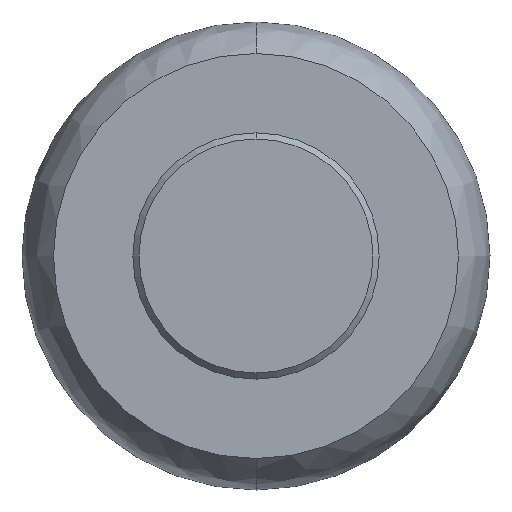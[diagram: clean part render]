
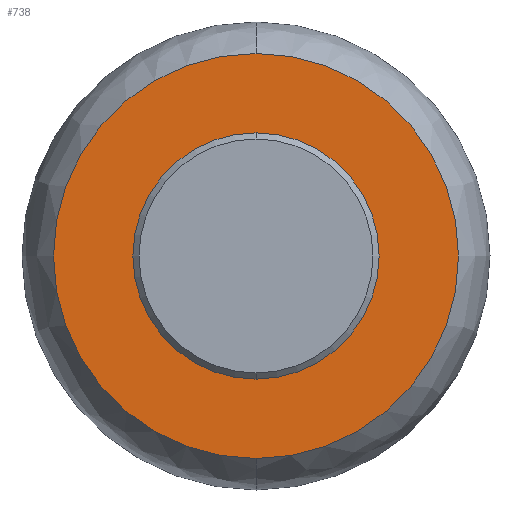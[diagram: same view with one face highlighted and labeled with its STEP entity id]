
A CAD part, front view. The second image highlights one B-rep face of the part: STEP entity #738.
In plain terms, the highlighted planar face has unit normal (0, -1, 0).
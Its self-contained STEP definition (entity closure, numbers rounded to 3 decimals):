
#25 = CARTESIAN_POINT ( 'NONE',  ( 0., -3.5, -9.866 ) ) ;
#26 = CARTESIAN_POINT ( 'NONE',  ( 0., -3.5, 0. ) ) ;
#27 = CARTESIAN_POINT ( 'NONE',  ( 0., -3.5, 0. ) ) ;
#28 = DIRECTION ( 'NONE',  ( 0., 1., 0. ) ) ;
#29 = DIRECTION ( 'NONE',  ( 0., 0., 1. ) ) ;
#31 = DIRECTION ( 'NONE',  ( 0., 1., 0. ) ) ;
#32 = DIRECTION ( 'NONE',  ( 0., 0., 1. ) ) ;
#132 = AXIS2_PLACEMENT_3D ( 'NONE', #27, #28, #29 ) ;
#135 = AXIS2_PLACEMENT_3D ( 'NONE', #26, #31, #32 ) ;
#225 = EDGE_CURVE ( 'NONE', #823, #822, #1184, .T. ) ;
#228 = EDGE_CURVE ( 'NONE', #819, #2075, #1187, .T. ) ;
#301 = AXIS2_PLACEMENT_3D ( 'NONE', #1456, #1467, #1468 ) ;
#303 = AXIS2_PLACEMENT_3D ( 'NONE', #1475, #1476, #1477 ) ;
#348 = AXIS2_PLACEMENT_3D ( 'NONE', #1709, #1711, #1712 ) ;
#551 = ORIENTED_EDGE ( 'NONE', *, *, #228, .F. ) ;
#552 = ORIENTED_EDGE ( 'NONE', *, *, #2110, .F. ) ;
#553 = ORIENTED_EDGE ( 'NONE', *, *, #1059, .T. ) ;
#554 = ORIENTED_EDGE ( 'NONE', *, *, #225, .T. ) ;
#658 = EDGE_LOOP ( 'NONE', ( #553, #554 ) ) ;
#664 = EDGE_LOOP ( 'NONE', ( #551, #552 ) ) ;
#738 = ADVANCED_FACE ( 'NONE', ( #1251, #1260 ), #1710, .T. ) ;
#819 = VERTEX_POINT ( 'NONE', #2213 ) ;
#822 = VERTEX_POINT ( 'NONE', #2220 ) ;
#823 = VERTEX_POINT ( 'NONE', #2226 ) ;
#1059 = EDGE_CURVE ( 'NONE', #822, #823, #1386, .T. ) ;
#1184 = CIRCLE ( 'NONE', #301, 6. ) ;
#1187 = CIRCLE ( 'NONE', #303, 9.866 ) ;
#1251 = FACE_OUTER_BOUND ( 'NONE', #664, .T. ) ;
#1260 = FACE_BOUND ( 'NONE', #658, .T. ) ;
#1386 = CIRCLE ( 'NONE', #132, 6. ) ;
#1388 = CIRCLE ( 'NONE', #135, 9.866 ) ;
#1456 = CARTESIAN_POINT ( 'NONE',  ( 0., -3.5, 0. ) ) ;
#1467 = DIRECTION ( 'NONE',  ( 0., 1., 0. ) ) ;
#1468 = DIRECTION ( 'NONE',  ( 0., 0., 1. ) ) ;
#1475 = CARTESIAN_POINT ( 'NONE',  ( 0., -3.5, 0. ) ) ;
#1476 = DIRECTION ( 'NONE',  ( 0., 1., 0. ) ) ;
#1477 = DIRECTION ( 'NONE',  ( 0., 0., 1. ) ) ;
#1709 = CARTESIAN_POINT ( 'NONE',  ( -9.866, -3.5, 0. ) ) ;
#1710 = PLANE ( 'NONE',  #348 ) ;
#1711 = DIRECTION ( 'NONE',  ( 0., -1., 0. ) ) ;
#1712 = DIRECTION ( 'NONE',  ( 0., 0., -1. ) ) ;
#2075 = VERTEX_POINT ( 'NONE', #25 ) ;
#2110 = EDGE_CURVE ( 'NONE', #2075, #819, #1388, .T. ) ;
#2213 = CARTESIAN_POINT ( 'NONE',  ( 0., -3.5, 9.866 ) ) ;
#2220 = CARTESIAN_POINT ( 'NONE',  ( 0., -3.5, 6. ) ) ;
#2226 = CARTESIAN_POINT ( 'NONE',  ( 0., -3.5, -6. ) ) ;
